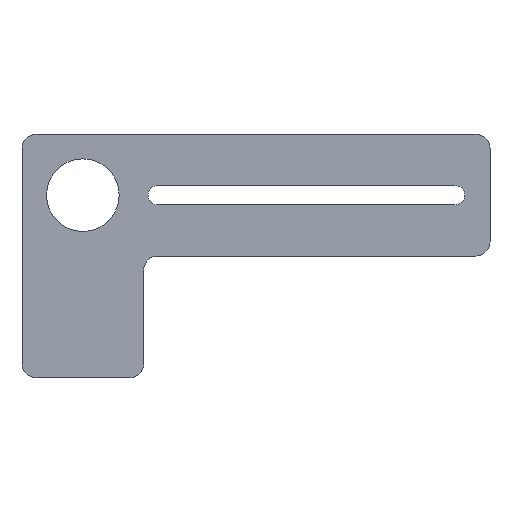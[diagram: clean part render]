
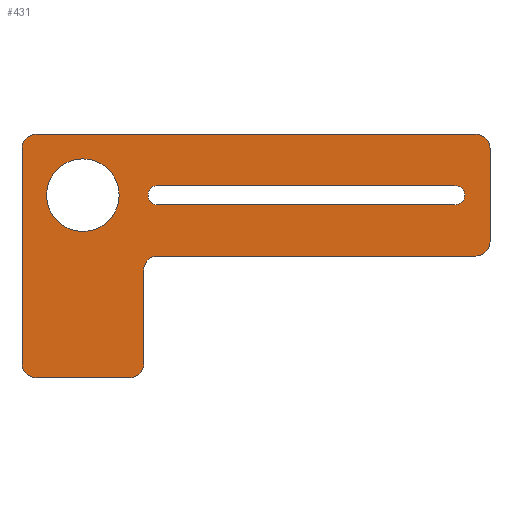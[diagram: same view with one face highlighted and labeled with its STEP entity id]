
A CAD part, front view. The second image highlights one B-rep face of the part: STEP entity #431.
In plain terms, the highlighted planar face has unit normal (0, -1, 0).
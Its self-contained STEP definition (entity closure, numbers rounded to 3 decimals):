
#87=CARTESIAN_POINT('',(0.,-2.6,0.));
#88=DIRECTION('',(0.,1.,0.));
#89=DIRECTION('',(-1.,0.,0.));
#90=AXIS2_PLACEMENT_3D('',#87,#88,#89);
#92=CARTESIAN_POINT('',(0.,-2.6,0.));
#93=DIRECTION('',(0.,1.,0.));
#94=DIRECTION('',(1.,0.,0.));
#95=AXIS2_PLACEMENT_3D('',#92,#93,#94);
#97=DIRECTION('',(-1.,0.,0.));
#98=VECTOR('',#97,136.);
#99=CARTESIAN_POINT('',(168.,-2.6,-26.));
#100=LINE('',#99,#98);
#101=DIRECTION('',(0.,0.,-1.));
#102=VECTOR('',#101,40.);
#103=CARTESIAN_POINT('',(26.,-2.6,-32.));
#104=LINE('',#103,#102);
#105=CARTESIAN_POINT('',(20.,-2.6,-72.));
#106=DIRECTION('',(0.,-1.,0.));
#107=DIRECTION('',(0.,0.,-1.));
#108=AXIS2_PLACEMENT_3D('',#105,#106,#107);
#110=DIRECTION('',(-1.,0.,0.));
#111=VECTOR('',#110,40.);
#112=CARTESIAN_POINT('',(20.,-2.6,-78.));
#113=LINE('',#112,#111);
#114=CARTESIAN_POINT('',(-20.,-2.6,-72.));
#115=DIRECTION('',(0.,-1.,0.));
#116=DIRECTION('',(-1.,0.,0.));
#117=AXIS2_PLACEMENT_3D('',#114,#115,#116);
#119=DIRECTION('',(0.,0.,1.));
#120=VECTOR('',#119,92.);
#121=CARTESIAN_POINT('',(-26.,-2.6,-72.));
#122=LINE('',#121,#120);
#123=CARTESIAN_POINT('',(-20.,-2.6,20.));
#124=DIRECTION('',(0.,-1.,0.));
#125=DIRECTION('',(0.,0.,1.));
#126=AXIS2_PLACEMENT_3D('',#123,#124,#125);
#128=DIRECTION('',(1.,0.,0.));
#129=VECTOR('',#128,188.);
#130=CARTESIAN_POINT('',(-20.,-2.6,26.));
#131=LINE('',#130,#129);
#132=CARTESIAN_POINT('',(168.,-2.6,20.));
#133=DIRECTION('',(0.,-1.,0.));
#134=DIRECTION('',(1.,0.,0.));
#135=AXIS2_PLACEMENT_3D('',#132,#133,#134);
#137=DIRECTION('',(0.,0.,-1.));
#138=VECTOR('',#137,40.);
#139=CARTESIAN_POINT('',(174.,-2.6,20.));
#140=LINE('',#139,#138);
#141=CARTESIAN_POINT('',(168.,-2.6,-20.));
#142=DIRECTION('',(0.,-1.,0.));
#143=DIRECTION('',(0.,0.,-1.));
#144=AXIS2_PLACEMENT_3D('',#141,#142,#143);
#146=CARTESIAN_POINT('',(159.,-2.6,0.));
#147=DIRECTION('',(0.,1.,0.));
#148=DIRECTION('',(0.,0.,1.));
#149=AXIS2_PLACEMENT_3D('',#146,#147,#148);
#151=DIRECTION('',(-1.,0.,0.));
#152=VECTOR('',#151,127.);
#153=CARTESIAN_POINT('',(159.,-2.6,4.15));
#154=LINE('',#153,#152);
#155=CARTESIAN_POINT('',(32.,-2.6,0.));
#156=DIRECTION('',(0.,1.,0.));
#157=DIRECTION('',(0.,0.,-1.));
#158=AXIS2_PLACEMENT_3D('',#155,#156,#157);
#160=DIRECTION('',(1.,0.,0.));
#161=VECTOR('',#160,127.);
#162=CARTESIAN_POINT('',(32.,-2.6,-4.15));
#163=LINE('',#162,#161);
#177=CARTESIAN_POINT('',(32.,-2.6,-32.));
#178=DIRECTION('',(0.,1.,0.));
#179=DIRECTION('',(-1.,0.,0.));
#180=AXIS2_PLACEMENT_3D('',#177,#178,#179);
#242=CARTESIAN_POINT('',(-15.5,-2.6,0.));
#243=CARTESIAN_POINT('',(15.5,-2.6,0.));
#244=VERTEX_POINT('',#242);
#245=VERTEX_POINT('',#243);
#250=CARTESIAN_POINT('',(20.,-2.6,-78.));
#251=VERTEX_POINT('',#250);
#252=CARTESIAN_POINT('',(26.,-2.6,-72.));
#253=VERTEX_POINT('',#252);
#258=CARTESIAN_POINT('',(168.,-2.6,-26.));
#259=VERTEX_POINT('',#258);
#260=CARTESIAN_POINT('',(174.,-2.6,-20.));
#261=VERTEX_POINT('',#260);
#266=CARTESIAN_POINT('',(174.,-2.6,20.));
#267=VERTEX_POINT('',#266);
#268=CARTESIAN_POINT('',(168.,-2.6,26.));
#269=VERTEX_POINT('',#268);
#274=CARTESIAN_POINT('',(-26.,-2.6,-72.));
#275=VERTEX_POINT('',#274);
#276=CARTESIAN_POINT('',(-20.,-2.6,-78.));
#277=VERTEX_POINT('',#276);
#282=CARTESIAN_POINT('',(-20.,-2.6,26.));
#283=VERTEX_POINT('',#282);
#284=CARTESIAN_POINT('',(-26.,-2.6,20.));
#285=VERTEX_POINT('',#284);
#287=CARTESIAN_POINT('',(32.,-2.6,-26.));
#289=VERTEX_POINT('',#287);
#291=CARTESIAN_POINT('',(26.,-2.6,-32.));
#293=VERTEX_POINT('',#291);
#302=CARTESIAN_POINT('',(159.,-2.6,4.15));
#303=CARTESIAN_POINT('',(159.,-2.6,-4.15));
#304=VERTEX_POINT('',#302);
#305=VERTEX_POINT('',#303);
#306=CARTESIAN_POINT('',(32.,-2.6,4.15));
#307=VERTEX_POINT('',#306);
#308=CARTESIAN_POINT('',(32.,-2.6,-4.15));
#309=VERTEX_POINT('',#308);
#386=CARTESIAN_POINT('',(0.,-2.6,0.));
#387=DIRECTION('',(0.,1.,0.));
#388=DIRECTION('',(-1.,0.,0.));
#389=AXIS2_PLACEMENT_3D('',#386,#387,#388);
#390=PLANE('',#389);
#392=ORIENTED_EDGE('',*,*,#391,.T.);
#394=ORIENTED_EDGE('',*,*,#393,.F.);
#396=ORIENTED_EDGE('',*,*,#395,.T.);
#398=ORIENTED_EDGE('',*,*,#397,.F.);
#400=ORIENTED_EDGE('',*,*,#399,.T.);
#402=ORIENTED_EDGE('',*,*,#401,.F.);
#404=ORIENTED_EDGE('',*,*,#403,.T.);
#406=ORIENTED_EDGE('',*,*,#405,.F.);
#408=ORIENTED_EDGE('',*,*,#407,.T.);
#410=ORIENTED_EDGE('',*,*,#409,.F.);
#412=ORIENTED_EDGE('',*,*,#411,.T.);
#414=ORIENTED_EDGE('',*,*,#413,.F.);
#415=EDGE_LOOP('',(#392,#394,#396,#398,#400,#402,#404,#406,#408,#410,#412,
#414));
#416=FACE_OUTER_BOUND('',#415,.F.);
#417=ORIENTED_EDGE('',*,*,#366,.F.);
#418=ORIENTED_EDGE('',*,*,#380,.F.);
#419=EDGE_LOOP('',(#417,#418));
#420=FACE_BOUND('',#419,.F.);
#422=ORIENTED_EDGE('',*,*,#421,.F.);
#424=ORIENTED_EDGE('',*,*,#423,.T.);
#426=ORIENTED_EDGE('',*,*,#425,.F.);
#428=ORIENTED_EDGE('',*,*,#427,.T.);
#429=EDGE_LOOP('',(#422,#424,#426,#428));
#430=FACE_BOUND('',#429,.F.);
#431=ADVANCED_FACE('',(#416,#420,#430),#390,.F.);
#91=CIRCLE('',#90,15.5);
#96=CIRCLE('',#95,15.5);
#109=CIRCLE('',#108,6.);
#118=CIRCLE('',#117,6.);
#127=CIRCLE('',#126,6.);
#136=CIRCLE('',#135,6.);
#145=CIRCLE('',#144,6.);
#150=CIRCLE('',#149,4.15);
#159=CIRCLE('',#158,4.15);
#181=CIRCLE('',#180,6.);
#366=EDGE_CURVE('',#244,#245,#91,.T.);
#380=EDGE_CURVE('',#245,#244,#96,.T.);
#391=EDGE_CURVE('',#259,#289,#100,.T.);
#393=EDGE_CURVE('',#293,#289,#181,.T.);
#395=EDGE_CURVE('',#293,#253,#104,.T.);
#397=EDGE_CURVE('',#251,#253,#109,.T.);
#399=EDGE_CURVE('',#251,#277,#113,.T.);
#401=EDGE_CURVE('',#275,#277,#118,.T.);
#403=EDGE_CURVE('',#275,#285,#122,.T.);
#405=EDGE_CURVE('',#283,#285,#127,.T.);
#407=EDGE_CURVE('',#283,#269,#131,.T.);
#409=EDGE_CURVE('',#267,#269,#136,.T.);
#411=EDGE_CURVE('',#267,#261,#140,.T.);
#413=EDGE_CURVE('',#259,#261,#145,.T.);
#421=EDGE_CURVE('',#304,#305,#150,.T.);
#423=EDGE_CURVE('',#304,#307,#154,.T.);
#425=EDGE_CURVE('',#309,#307,#159,.T.);
#427=EDGE_CURVE('',#309,#305,#163,.T.);
